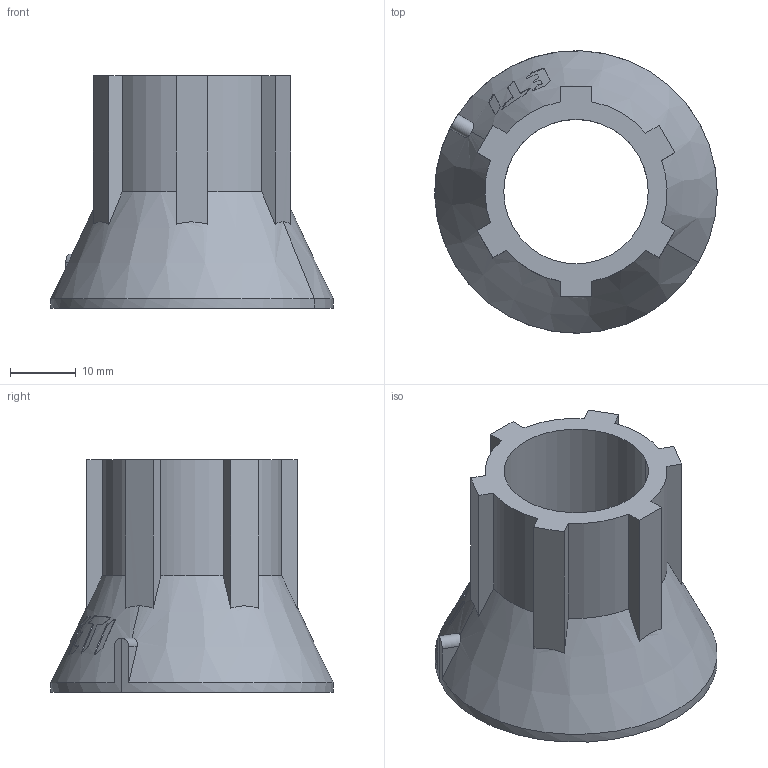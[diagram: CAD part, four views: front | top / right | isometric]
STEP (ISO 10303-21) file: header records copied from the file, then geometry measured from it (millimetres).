
FILE_DESCRIPTION((''),'2;1');
FILE_NAME('004661421_CLBS-GC_EH80-125_ASM','2021-10-01T',('marketing.praksa'),('Audax d.o.o.'),'CREO PARAMETRIC BY PTC INC, 2017480','CREO PARAMETRIC BY PTC INC, 2017480','');
FILE_SCHEMA(('AUTOMOTIVE_DESIGN { 1 0 10303 214 1 1 1 1 }'));
Length unit declared in the file: millimetre
Products named in the file (6): 14190000_1; PRT7124_1_1; PRT7124_1_2; PRT7124_1_3; PRT7124_1_ASM; 004661421_CLBS-GC_EH80-125_ASM
Assembly tree (5 placements, depth 3):
  004661421_CLBS-GC_EH80-125_ASM
    14190000_1
    PRT7124_1_ASM
      PRT7124_1_1
      PRT7124_1_2
      PRT7124_1_3
Bounding box: 43 x 43 x 35.4 mm (x, y, z)
Volume: 9280.9 mm3; surface area: 8121.7 mm2
Topology: 4 solids, 4 shells, 142 faces, 394 edges, 263 vertices
Faces by surface type: plane 76, cylinder 62, cone 4
Entity records: 7516 total; most frequent: CARTESIAN_POINT 1316, ORIENTED_EDGE 788, DIRECTION 681, PRESENTATION_STYLE_ASSIGNMENT 530, STYLED_ITEM 530, CURVE_STYLE 394, EDGE_CURVE 394, VERTEX_POINT 263
